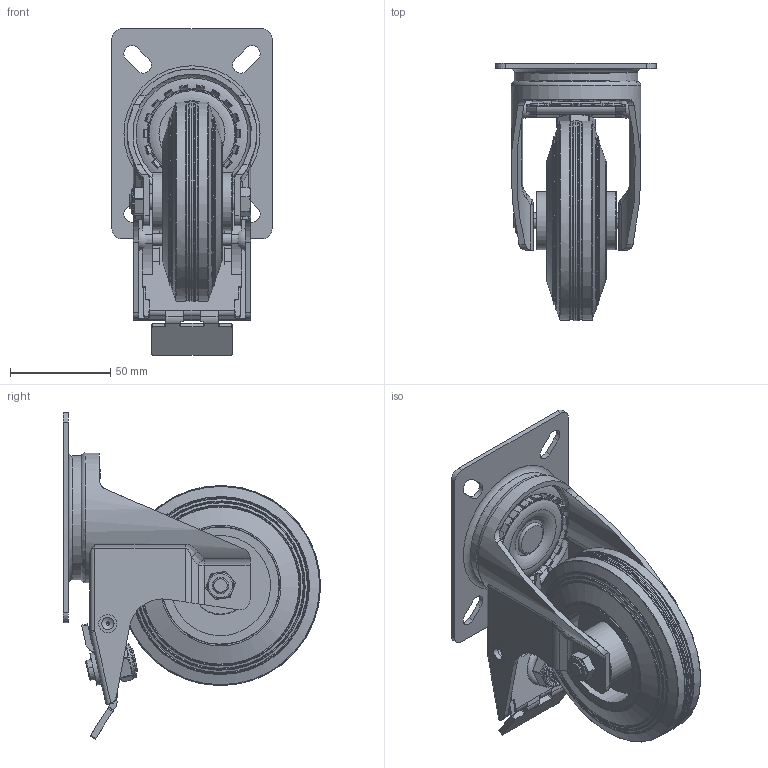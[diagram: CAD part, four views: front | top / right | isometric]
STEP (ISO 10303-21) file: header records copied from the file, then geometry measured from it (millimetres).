
FILE_DESCRIPTION(/* description */ ('Alibre Inc.'),/* implementation_level */ '2;1');
FILE_NAME(/* name */ 'export-A1FD98D3-EE20-453E-A45D-A1DE56058E8B',/* time_stamp */ '2020-10-27T11:55:37+01:00',/* author */ (''),/* organization */ (''),/* preprocessor_version */ 'ST-DEVELOPER v17',/* originating_system */ 'Alibre',/* authorisation */ '');
FILE_SCHEMA (('AUTOMOTIVE_DESIGN'));
Length unit declared in the file: millimetre
Products named in the file (12): TR Fastenings Ltd-M8X55mm; TR Fastenings Ltd-M8; screw_din_933-m10x35-10_9-a
Bounding box: 80 x 128.44 x 163.12 mm (x, y, z)
Volume: 265789.5 mm3; surface area: 107018.1 mm2
Topology: 11 solids, 11 shells, 907 faces, 2407 edges, 1510 vertices
Faces by surface type: cylinder 359, plane 355, torus 95, cone 44, bspline 38, sphere 16
Full cylindrical faces by diameter (mm): 6 x1, 6.2 x2, 8.1 x2, 9 x2, 10 x1, 12 x1, 13 x1, 16.2 x2, 17 x1, 25.423 x3, 29 x2, 50 x2, 61 x2, 62 x1, 64.9 x1, 98.8 x2, 99.4 x2, 99.8 x2, 100 x1
Entity records: 32413 total; most frequent: CARTESIAN_POINT 11229, ORIENTED_EDGE 4520, DIRECTION 3944, EDGE_CURVE 2260, AXIS2_PLACEMENT_3D 1628, VERTEX_POINT 1499, VECTOR 1082, LINE 1082
